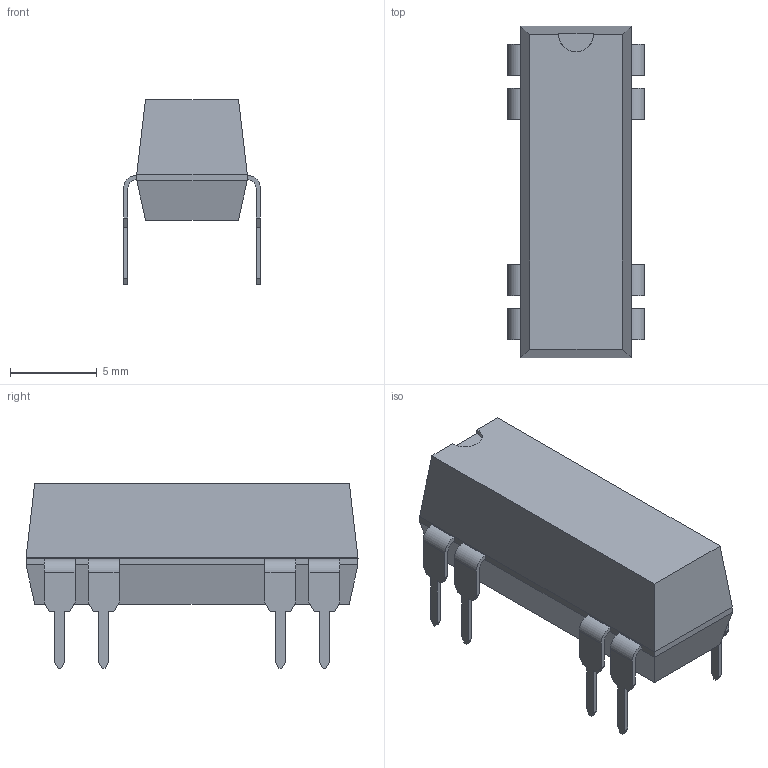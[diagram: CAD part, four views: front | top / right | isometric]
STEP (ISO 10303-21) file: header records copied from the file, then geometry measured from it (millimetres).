
FILE_DESCRIPTION((''),'2;1');
FILE_NAME('REL_CELDUC_D31A.1.0.stp','2010-09-16T13:50:08',(''),(''),'Mechanical Desktop 2010','Mechanical Desktop 2010',', , ');
FILE_SCHEMA(('AUTOMOTIVE_DESIGN { 1 2 10303 214 1 1 1 1 }'));
Length unit declared in the file: millimetre
Products named in the file (1): Product
Bounding box: 7.87 x 19.1 x 10.63 mm (x, y, z)
Volume: 775.5 mm3; surface area: 930.5 mm2
Topology: 10 solids, 10 shells, 164 faces, 428 edges, 284 vertices
Faces by surface type: plane 78, bspline 69, cylinder 17
Entity records: 4999 total; most frequent: CARTESIAN_POINT 1084, ORIENTED_EDGE 856, DIRECTION 656, EDGE_CURVE 428, VECTOR 392, LINE 392, VERTEX_POINT 284, EDGE_LOOP 164
